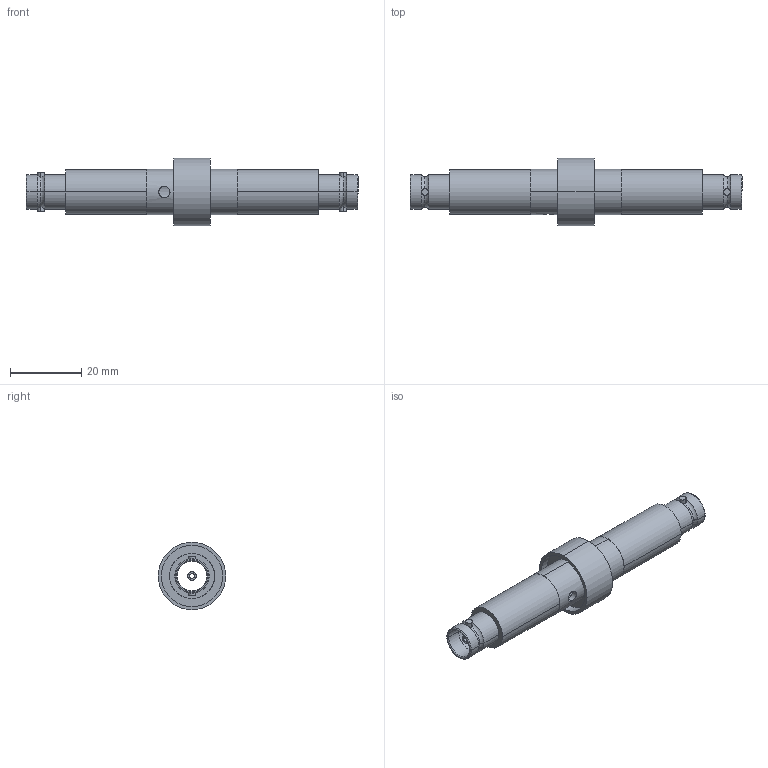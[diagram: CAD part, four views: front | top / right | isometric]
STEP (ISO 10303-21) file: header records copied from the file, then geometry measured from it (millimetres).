
FILE_DESCRIPTION (( 'STEP AP203' ), '1' );
FILE_NAME ('A0471-1.STEP', '2008-08-06T14:57:18', ( ' ' ), ( ' ' ), 'SwSTEP 2.0', 'SolidWorks 2007', '' );
FILE_SCHEMA (( 'CONFIG_CONTROL_DESIGN' ));
Length unit declared in the file: inch
Products named in the file (1): A0471-1
Bounding box: 92.96 x 18.92 x 18.92 mm (x, y, z)
Surface area: 6508.3 mm2 (no closed solid volume)
Topology: 0 solids, 8 shells, 85 faces, 200 edges, 128 vertices
Faces by surface type: cylinder 44, plane 25, torus 16
Entity records: 2760 total; most frequent: CARTESIAN_POINT 676, DIRECTION 476, ORIENTED_EDGE 354, AXIS2_PLACEMENT_3D 202, EDGE_CURVE 200, VERTEX_POINT 128, CIRCLE 116, EDGE_LOOP 96
